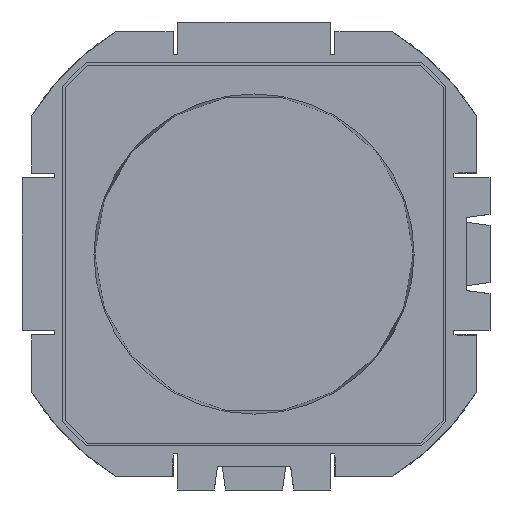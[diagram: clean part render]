
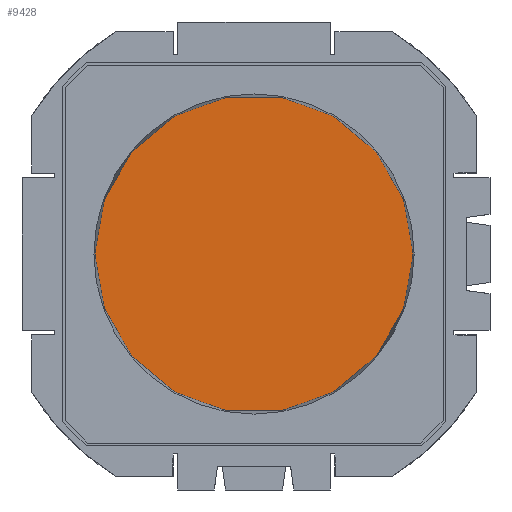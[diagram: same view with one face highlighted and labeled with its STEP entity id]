
A CAD part, front view. The second image highlights one B-rep face of the part: STEP entity #9428.
In plain terms, the highlighted planar face has unit normal (0, -1, 0).
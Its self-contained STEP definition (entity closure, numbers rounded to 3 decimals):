
#639=CIRCLE('',#10124,100.15);
#640=CIRCLE('',#10125,100.15);
#1120=FACE_OUTER_BOUND('',#1623,.T.);
#1623=EDGE_LOOP('',(#8136,#8137));
#4185=VERTEX_POINT('',#18225);
#4186=VERTEX_POINT('',#18226);
#5479=EDGE_CURVE('',#4185,#4186,#639,.T.);
#5481=EDGE_CURVE('',#4186,#4185,#640,.T.);
#8136=ORIENTED_EDGE('',*,*,#5479,.F.);
#8137=ORIENTED_EDGE('',*,*,#5481,.F.);
#8474=PLANE('',#10154);
#9428=ADVANCED_FACE('',(#1120),#8474,.T.);
#10124=AXIS2_PLACEMENT_3D('',#18227,#12284,#12285);
#10125=AXIS2_PLACEMENT_3D('',#18229,#12287,#12288);
#10154=AXIS2_PLACEMENT_3D('',#18310,#12378,#12379);
#12284=DIRECTION('center_axis',(0.,1.,0.));
#12285=DIRECTION('ref_axis',(1.,0.,0.));
#12287=DIRECTION('center_axis',(0.,1.,0.));
#12288=DIRECTION('ref_axis',(1.,0.,0.));
#12378=DIRECTION('center_axis',(0.,-1.,0.));
#12379=DIRECTION('ref_axis',(0.,0.,-1.));
#18225=CARTESIAN_POINT('',(0.,-4.5,100.15));
#18226=CARTESIAN_POINT('',(-100.15,-4.5,0.));
#18227=CARTESIAN_POINT('Origin',(0.,-4.5,0.));
#18229=CARTESIAN_POINT('Origin',(0.,-4.5,0.));
#18310=CARTESIAN_POINT('Origin',(-50.075,-4.5,0.));
